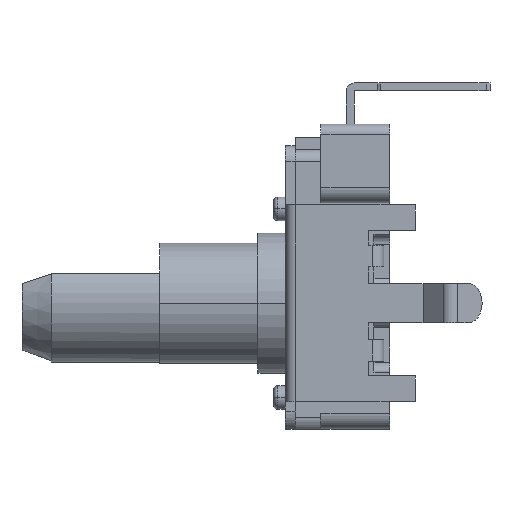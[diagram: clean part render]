
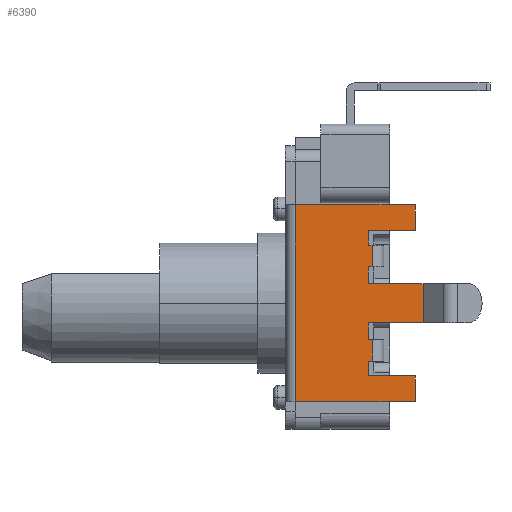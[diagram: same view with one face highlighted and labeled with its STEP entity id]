
A CAD part, left-side view. The second image highlights one B-rep face of the part: STEP entity #6390.
In plain terms, the highlighted planar face has unit normal (-1, 0, 0).
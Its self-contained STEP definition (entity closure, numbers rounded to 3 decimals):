
#1341=DIRECTION('',(0.,1.,0.));
#1342=VECTOR('',#1341,6.1);
#1343=CARTESIAN_POINT('',(-6.,-1.3,5.));
#1344=LINE('',#1343,#1342);
#1383=DIRECTION('',(0.,0.,-1.));
#1384=VECTOR('',#1383,10.);
#1385=CARTESIAN_POINT('',(-6.,4.8,5.));
#1386=LINE('',#1385,#1384);
#1387=DIRECTION('',(0.,1.,0.));
#1388=VECTOR('',#1387,0.2);
#1389=CARTESIAN_POINT('',(-6.,0.9,-2.95));
#1390=LINE('',#1389,#1388);
#1391=DIRECTION('',(0.,-1.,0.));
#1392=VECTOR('',#1391,2.4);
#1393=CARTESIAN_POINT('',(-6.,1.1,-3.7));
#1394=LINE('',#1393,#1392);
#1395=DIRECTION('',(0.,0.,-1.));
#1396=VECTOR('',#1395,1.3);
#1397=CARTESIAN_POINT('',(-6.,-1.3,-3.7));
#1398=LINE('',#1397,#1396);
#1399=DIRECTION('',(0.,1.,0.));
#1400=VECTOR('',#1399,6.1);
#1401=CARTESIAN_POINT('',(-6.,-1.3,-5.));
#1402=LINE('',#1401,#1400);
#1403=DIRECTION('',(0.,0.,-1.));
#1404=VECTOR('',#1403,1.3);
#1405=CARTESIAN_POINT('',(-6.,-1.3,5.));
#1406=LINE('',#1405,#1404);
#1407=DIRECTION('',(0.,1.,0.));
#1408=VECTOR('',#1407,0.2);
#1409=CARTESIAN_POINT('',(-6.,0.9,1.85));
#1410=LINE('',#1409,#1408);
#1411=DIRECTION('',(0.,0.,-1.));
#1412=VECTOR('',#1411,2.);
#1413=CARTESIAN_POINT('',(-6.,-1.693,1.));
#1414=LINE('',#1413,#1412);
#1415=DIRECTION('',(0.,0.,1.));
#1416=VECTOR('',#1415,0.85);
#1417=CARTESIAN_POINT('',(-6.,1.1,-1.85));
#1418=LINE('',#1417,#1416);
#1432=DIRECTION('',(0.,1.,0.));
#1433=VECTOR('',#1432,0.2);
#1434=CARTESIAN_POINT('',(-6.,0.9,-1.85));
#1435=LINE('',#1434,#1433);
#1599=DIRECTION('',(0.,0.,1.));
#1600=VECTOR('',#1599,0.75);
#1601=CARTESIAN_POINT('',(-6.,1.1,-3.7));
#1602=LINE('',#1601,#1600);
#1644=DIRECTION('',(0.,-1.,0.));
#1645=VECTOR('',#1644,2.793);
#1646=CARTESIAN_POINT('',(-6.,1.1,-1.));
#1647=LINE('',#1646,#1645);
#1688=DIRECTION('',(0.,1.,0.));
#1689=VECTOR('',#1688,2.793);
#1690=CARTESIAN_POINT('',(-6.,-1.693,1.));
#1691=LINE('',#1690,#1689);
#1730=DIRECTION('',(0.,0.,1.));
#1731=VECTOR('',#1730,0.85);
#1732=CARTESIAN_POINT('',(-6.,1.1,1.));
#1733=LINE('',#1732,#1731);
#1801=DIRECTION('',(0.,0.,1.));
#1802=VECTOR('',#1801,1.1);
#1803=CARTESIAN_POINT('',(-6.,0.9,1.85));
#1804=LINE('',#1803,#1802);
#1822=DIRECTION('',(0.,1.,0.));
#1823=VECTOR('',#1822,0.2);
#1824=CARTESIAN_POINT('',(-6.,0.9,2.95));
#1825=LINE('',#1824,#1823);
#1838=DIRECTION('',(0.,0.,1.));
#1839=VECTOR('',#1838,0.75);
#1840=CARTESIAN_POINT('',(-6.,1.1,2.95));
#1841=LINE('',#1840,#1839);
#1842=DIRECTION('',(0.,-1.,0.));
#1843=VECTOR('',#1842,2.4);
#1844=CARTESIAN_POINT('',(-6.,1.1,3.7));
#1845=LINE('',#1844,#1843);
#1927=DIRECTION('',(0.,0.,1.));
#1928=VECTOR('',#1927,1.1);
#1929=CARTESIAN_POINT('',(-6.,0.9,-2.95));
#1930=LINE('',#1929,#1928);
#3715=CARTESIAN_POINT('',(-6.,4.8,-5.));
#3716=VERTEX_POINT('',#3715);
#3717=CARTESIAN_POINT('',(-6.,-1.3,-5.));
#3718=VERTEX_POINT('',#3717);
#3887=CARTESIAN_POINT('',(-6.,1.1,1.85));
#3888=VERTEX_POINT('',#3887);
#3889=CARTESIAN_POINT('',(-6.,0.9,1.85));
#3890=VERTEX_POINT('',#3889);
#3901=CARTESIAN_POINT('',(-6.,0.9,2.95));
#3902=VERTEX_POINT('',#3901);
#3903=CARTESIAN_POINT('',(-6.,1.1,2.95));
#3904=VERTEX_POINT('',#3903);
#3907=CARTESIAN_POINT('',(-6.,1.1,-1.85));
#3908=CARTESIAN_POINT('',(-6.,1.1,-1.));
#3909=VERTEX_POINT('',#3907);
#3910=VERTEX_POINT('',#3908);
#3911=CARTESIAN_POINT('',(-6.,0.9,-1.85));
#3912=VERTEX_POINT('',#3911);
#3913=CARTESIAN_POINT('',(-6.,0.9,-2.95));
#3914=VERTEX_POINT('',#3913);
#3915=CARTESIAN_POINT('',(-6.,1.1,-2.95));
#3916=VERTEX_POINT('',#3915);
#3917=CARTESIAN_POINT('',(-6.,1.1,-3.7));
#3918=VERTEX_POINT('',#3917);
#3919=CARTESIAN_POINT('',(-6.,-1.3,-3.7));
#3920=VERTEX_POINT('',#3919);
#3921=CARTESIAN_POINT('',(-6.,4.8,5.));
#3922=VERTEX_POINT('',#3921);
#3923=CARTESIAN_POINT('',(-6.,-1.3,5.));
#3924=VERTEX_POINT('',#3923);
#3925=CARTESIAN_POINT('',(-6.,-1.3,3.7));
#3926=VERTEX_POINT('',#3925);
#3927=CARTESIAN_POINT('',(-6.,1.1,3.7));
#3928=VERTEX_POINT('',#3927);
#3929=CARTESIAN_POINT('',(-6.,1.1,1.));
#3930=VERTEX_POINT('',#3929);
#3931=CARTESIAN_POINT('',(-6.,-1.693,1.));
#3932=VERTEX_POINT('',#3931);
#3933=CARTESIAN_POINT('',(-6.,-1.693,-1.));
#3934=VERTEX_POINT('',#3933);
#6346=CARTESIAN_POINT('',(-6.,4.8,-5.));
#6347=DIRECTION('',(-1.,0.,0.));
#6348=DIRECTION('',(0.,-1.,0.));
#6349=AXIS2_PLACEMENT_3D('',#6346,#6347,#6348);
#6350=PLANE('',#6349);
#6352=ORIENTED_EDGE('',*,*,#6351,.F.);
#6354=ORIENTED_EDGE('',*,*,#6353,.F.);
#6356=ORIENTED_EDGE('',*,*,#6355,.F.);
#6358=ORIENTED_EDGE('',*,*,#6357,.T.);
#6360=ORIENTED_EDGE('',*,*,#6359,.F.);
#6362=ORIENTED_EDGE('',*,*,#6361,.T.);
#6364=ORIENTED_EDGE('',*,*,#6363,.T.);
#6365=ORIENTED_EDGE('',*,*,#6311,.T.);
#6366=ORIENTED_EDGE('',*,*,#6341,.F.);
#6367=ORIENTED_EDGE('',*,*,#6276,.F.);
#6369=ORIENTED_EDGE('',*,*,#6368,.T.);
#6371=ORIENTED_EDGE('',*,*,#6370,.F.);
#6373=ORIENTED_EDGE('',*,*,#6372,.F.);
#6375=ORIENTED_EDGE('',*,*,#6374,.F.);
#6377=ORIENTED_EDGE('',*,*,#6376,.F.);
#6379=ORIENTED_EDGE('',*,*,#6378,.T.);
#6381=ORIENTED_EDGE('',*,*,#6380,.F.);
#6383=ORIENTED_EDGE('',*,*,#6382,.F.);
#6385=ORIENTED_EDGE('',*,*,#6384,.T.);
#6387=ORIENTED_EDGE('',*,*,#6386,.F.);
#6388=EDGE_LOOP('',(#6352,#6354,#6356,#6358,#6360,#6362,#6364,#6365,#6366,#6367,
#6369,#6371,#6373,#6375,#6377,#6379,#6381,#6383,#6385,#6387));
#6389=FACE_OUTER_BOUND('',#6388,.F.);
#6276=EDGE_CURVE('',#3924,#3922,#1344,.T.);
#6311=EDGE_CURVE('',#3718,#3716,#1402,.T.);
#6341=EDGE_CURVE('',#3922,#3716,#1386,.T.);
#6351=EDGE_CURVE('',#3909,#3910,#1418,.T.);
#6353=EDGE_CURVE('',#3912,#3909,#1435,.T.);
#6355=EDGE_CURVE('',#3914,#3912,#1930,.T.);
#6357=EDGE_CURVE('',#3914,#3916,#1390,.T.);
#6359=EDGE_CURVE('',#3918,#3916,#1602,.T.);
#6361=EDGE_CURVE('',#3918,#3920,#1394,.T.);
#6363=EDGE_CURVE('',#3920,#3718,#1398,.T.);
#6368=EDGE_CURVE('',#3924,#3926,#1406,.T.);
#6370=EDGE_CURVE('',#3928,#3926,#1845,.T.);
#6372=EDGE_CURVE('',#3904,#3928,#1841,.T.);
#6374=EDGE_CURVE('',#3902,#3904,#1825,.T.);
#6376=EDGE_CURVE('',#3890,#3902,#1804,.T.);
#6378=EDGE_CURVE('',#3890,#3888,#1410,.T.);
#6380=EDGE_CURVE('',#3930,#3888,#1733,.T.);
#6382=EDGE_CURVE('',#3932,#3930,#1691,.T.);
#6384=EDGE_CURVE('',#3932,#3934,#1414,.T.);
#6386=EDGE_CURVE('',#3910,#3934,#1647,.T.);
#6390=ADVANCED_FACE('',(#6389),#6350,.T.);
